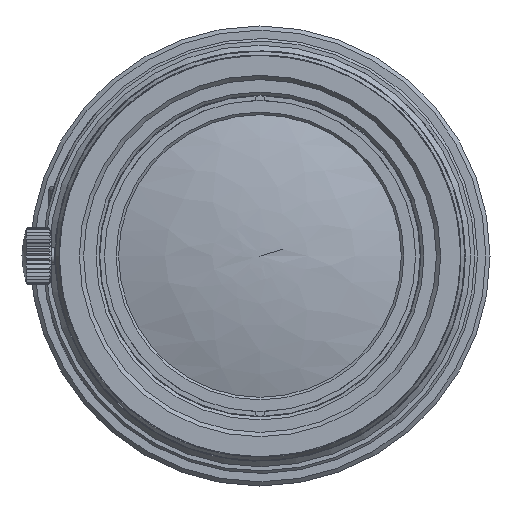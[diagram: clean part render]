
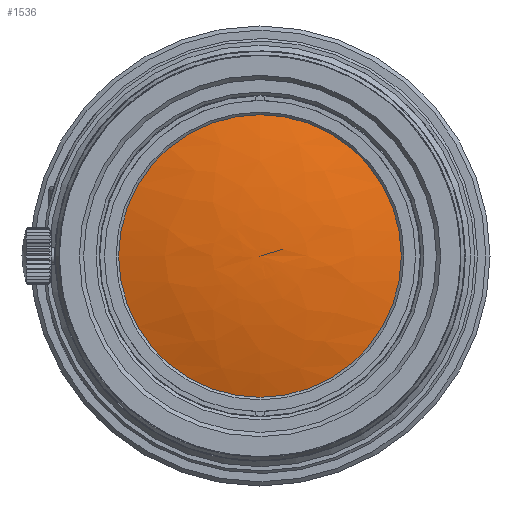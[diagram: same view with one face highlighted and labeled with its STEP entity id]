
A CAD part, left-side view. The second image highlights one B-rep face of the part: STEP entity #1536.
In plain terms, the highlighted free-form (B-spline) face has degree [3, 3] with [4, 7] control points.
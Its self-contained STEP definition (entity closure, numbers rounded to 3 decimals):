
#149=(
BOUNDED_SURFACE()
B_SPLINE_SURFACE(3,3,((#25594,#25595,#25596,#25597,#25598,#25599,#25600),
(#25601,#25602,#25603,#25604,#25605,#25606,#25607),(#25608,#25609,#25610,
#25611,#25612,#25613,#25614),(#25615,#25616,#25617,#25618,#25619,#25620,
#25621)),.UNSPECIFIED.,.F.,.T.,.F.)
B_SPLINE_SURFACE_WITH_KNOTS((4,4),(1,3,3,3,1),(0.,1.),(-0.5,0.,0.5,1.,1.5),
 .UNSPECIFIED.)
GEOMETRIC_REPRESENTATION_ITEM()
RATIONAL_B_SPLINE_SURFACE(((1.,0.333,0.333,1.,0.333,
0.333,1.),(0.992,0.331,0.331,
0.992,0.331,0.331,0.992),
(0.992,0.331,0.331,0.992,
0.331,0.331,0.992),(1.,0.333,
0.333,1.,0.333,0.333,1.)))
REPRESENTATION_ITEM('')
SURFACE()
);
#153=VERTEX_LOOP('',#10114);
#1536=ADVANCED_FACE('',(#3790,#3791),#149,.T.);
#2205=CIRCLE('',#13966,16.9);
#3790=FACE_BOUND('',#153,.T.);
#3791=FACE_BOUND('',#4662,.T.);
#4662=EDGE_LOOP('',(#8507));
#8507=ORIENTED_EDGE('',*,*,#12053,.T.);
#10103=VERTEX_POINT('',#25560);
#10114=VERTEX_POINT('',#25593);
#12053=EDGE_CURVE('',#10103,#10103,#2205,.T.);
#13966=AXIS2_PLACEMENT_3D('',#25559,#16521,#16522);
#16521=DIRECTION('',(-1.,0.,0.));
#16522=DIRECTION('',(0.,1.,0.));
#25559=CARTESIAN_POINT('',(-135.569,0.,0.));
#25560=CARTESIAN_POINT('',(-135.569,16.9,0.));
#25593=CARTESIAN_POINT('',(-138.165,0.,0.));
#25594=CARTESIAN_POINT('',(-138.165,0.,0.));
#25595=CARTESIAN_POINT('',(-138.165,0.,0.));
#25596=CARTESIAN_POINT('',(-138.165,0.,0.));
#25597=CARTESIAN_POINT('',(-138.165,0.,0.));
#25598=CARTESIAN_POINT('',(-138.165,0.,0.));
#25599=CARTESIAN_POINT('',(-138.165,0.,0.));
#25600=CARTESIAN_POINT('',(-138.165,0.,0.));
#25601=CARTESIAN_POINT('',(-138.182,-5.746,0.));
#25602=CARTESIAN_POINT('',(-138.182,-5.746,11.491));
#25603=CARTESIAN_POINT('',(-138.182,5.746,11.491));
#25604=CARTESIAN_POINT('',(-138.182,5.746,0.));
#25605=CARTESIAN_POINT('',(-138.182,5.746,-11.491));
#25606=CARTESIAN_POINT('',(-138.182,-5.746,-11.491));
#25607=CARTESIAN_POINT('',(-138.182,-5.746,0.));
#25608=CARTESIAN_POINT('',(-137.31,-11.424,0.));
#25609=CARTESIAN_POINT('',(-137.31,-11.424,22.849));
#25610=CARTESIAN_POINT('',(-137.31,11.424,22.849));
#25611=CARTESIAN_POINT('',(-137.31,11.424,0.));
#25612=CARTESIAN_POINT('',(-137.31,11.424,-22.849));
#25613=CARTESIAN_POINT('',(-137.31,-11.424,-22.849));
#25614=CARTESIAN_POINT('',(-137.31,-11.424,0.));
#25615=CARTESIAN_POINT('',(-135.569,-16.9,0.));
#25616=CARTESIAN_POINT('',(-135.569,-16.9,33.8));
#25617=CARTESIAN_POINT('',(-135.569,16.9,33.8));
#25618=CARTESIAN_POINT('',(-135.569,16.9,0.));
#25619=CARTESIAN_POINT('',(-135.569,16.9,-33.8));
#25620=CARTESIAN_POINT('',(-135.569,-16.9,-33.8));
#25621=CARTESIAN_POINT('',(-135.569,-16.9,0.));
